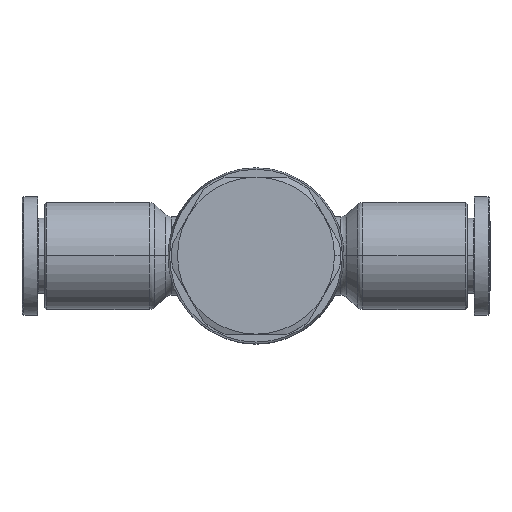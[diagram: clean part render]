
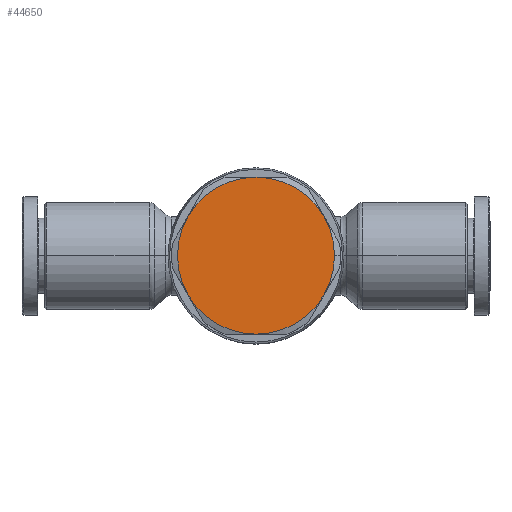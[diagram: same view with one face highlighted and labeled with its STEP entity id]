
A CAD part, top view. The second image highlights one B-rep face of the part: STEP entity #44650.
In plain terms, the highlighted planar face has unit normal (0, 0, 1).
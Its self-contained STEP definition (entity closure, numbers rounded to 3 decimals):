
#150 = CIRCLE ( 'NONE', #7588, 10. ) ;
#1197 = VERTEX_POINT ( 'NONE', #34754 ) ;
#2558 = PLANE ( 'NONE',  #41302 ) ;
#3145 = CARTESIAN_POINT ( 'NONE',  ( 6.2, 10., 14.5 ) ) ;
#3466 = VERTEX_POINT ( 'NONE', #3145 ) ;
#4058 = CIRCLE ( 'NONE', #13618, 10. ) ;
#4347 = ORIENTED_EDGE ( 'NONE', *, *, #53555, .F. ) ;
#7588 = AXIS2_PLACEMENT_3D ( 'NONE', #17523, #30870, #26945 ) ;
#7730 = FACE_OUTER_BOUND ( 'NONE', #33717, .T. ) ;
#7834 = AXIS2_PLACEMENT_3D ( 'NONE', #26782, #53359, #22669 ) ;
#8034 = DIRECTION ( 'NONE',  ( 0., 0., -1. ) ) ;
#8733 = CARTESIAN_POINT ( 'NONE',  ( 6.2, 0., 14.5 ) ) ;
#9683 = CARTESIAN_POINT ( 'NONE',  ( 14.86, 5., 14.5 ) ) ;
#12082 = VERTEX_POINT ( 'NONE', #9683 ) ;
#12792 = AXIS2_PLACEMENT_3D ( 'NONE', #51034, #15013, #46329 ) ;
#12890 = DIRECTION ( 'NONE',  ( -1., 0., 0. ) ) ;
#13618 = AXIS2_PLACEMENT_3D ( 'NONE', #30343, #51857, #25445 ) ;
#14737 = EDGE_CURVE ( 'NONE', #19101, #40864, #34005, .T. ) ;
#15013 = DIRECTION ( 'NONE',  ( 0., 0., -1. ) ) ;
#17523 = CARTESIAN_POINT ( 'NONE',  ( 6.2, 0., 14.5 ) ) ;
#17668 = CARTESIAN_POINT ( 'NONE',  ( 6.2, 0., 14.5 ) ) ;
#17673 = VERTEX_POINT ( 'NONE', #39375 ) ;
#18656 = VERTEX_POINT ( 'NONE', #20815 ) ;
#19101 = VERTEX_POINT ( 'NONE', #51345 ) ;
#19340 = ORIENTED_EDGE ( 'NONE', *, *, #41730, .F. ) ;
#20577 = CIRCLE ( 'NONE', #24833, 10. ) ;
#20708 = CIRCLE ( 'NONE', #7834, 10. ) ;
#20815 = CARTESIAN_POINT ( 'NONE',  ( 14.86, -5., 14.5 ) ) ;
#21134 = AXIS2_PLACEMENT_3D ( 'NONE', #17668, #27075, #49384 ) ;
#22164 = DIRECTION ( 'NONE',  ( -1., 0., 0. ) ) ;
#22669 = DIRECTION ( 'NONE',  ( -1., 0., 0. ) ) ;
#23334 = ORIENTED_EDGE ( 'NONE', *, *, #36845, .F. ) ;
#24492 = CIRCLE ( 'NONE', #12792, 10. ) ;
#24833 = AXIS2_PLACEMENT_3D ( 'NONE', #8733, #26676, #22164 ) ;
#25445 = DIRECTION ( 'NONE',  ( -1., 0., 0. ) ) ;
#26326 = EDGE_CURVE ( 'NONE', #40864, #3466, #4058, .T. ) ;
#26676 = DIRECTION ( 'NONE',  ( 0., 0., -1. ) ) ;
#26782 = CARTESIAN_POINT ( 'NONE',  ( 6.2, 0., 14.5 ) ) ;
#26945 = DIRECTION ( 'NONE',  ( 0., 1., 0. ) ) ;
#27075 = DIRECTION ( 'NONE',  ( 0., 0., -1. ) ) ;
#30343 = CARTESIAN_POINT ( 'NONE',  ( 6.2, 0., 14.5 ) ) ;
#30870 = DIRECTION ( 'NONE',  ( 0., 0., -1. ) ) ;
#33717 = EDGE_LOOP ( 'NONE', ( #23334, #4347, #35145, #47814, #19340, #41474, #40695 ) ) ;
#34005 = CIRCLE ( 'NONE', #36421, 10. ) ;
#34754 = CARTESIAN_POINT ( 'NONE',  ( 6.2, -10., 14.5 ) ) ;
#35145 = ORIENTED_EDGE ( 'NONE', *, *, #53126, .F. ) ;
#36421 = AXIS2_PLACEMENT_3D ( 'NONE', #39705, #8034, #12890 ) ;
#36845 = EDGE_CURVE ( 'NONE', #17673, #19101, #20577, .T. ) ;
#37303 = CIRCLE ( 'NONE', #21134, 10. ) ;
#39375 = CARTESIAN_POINT ( 'NONE',  ( -2.46, -5., 14.5 ) ) ;
#39705 = CARTESIAN_POINT ( 'NONE',  ( 6.2, 0., 14.5 ) ) ;
#40695 = ORIENTED_EDGE ( 'NONE', *, *, #14737, .F. ) ;
#40864 = VERTEX_POINT ( 'NONE', #53758 ) ;
#41302 = AXIS2_PLACEMENT_3D ( 'NONE', #47104, #47289, #51610 ) ;
#41474 = ORIENTED_EDGE ( 'NONE', *, *, #26326, .F. ) ;
#41730 = EDGE_CURVE ( 'NONE', #3466, #12082, #20708, .T. ) ;
#44650 = ADVANCED_FACE ( 'NONE', ( #7730 ), #2558, .T. ) ;
#46329 = DIRECTION ( 'NONE',  ( -1., 0., 0. ) ) ;
#47104 = CARTESIAN_POINT ( 'NONE',  ( 1.65, 0., 14.5 ) ) ;
#47149 = EDGE_CURVE ( 'NONE', #12082, #18656, #37303, .T. ) ;
#47289 = DIRECTION ( 'NONE',  ( 0., 0., 1. ) ) ;
#47814 = ORIENTED_EDGE ( 'NONE', *, *, #47149, .F. ) ;
#49384 = DIRECTION ( 'NONE',  ( 0., 1., 0. ) ) ;
#51034 = CARTESIAN_POINT ( 'NONE',  ( 6.2, 0., 14.5 ) ) ;
#51345 = CARTESIAN_POINT ( 'NONE',  ( -3.8, 0., 14.5 ) ) ;
#51610 = DIRECTION ( 'NONE',  ( 1., 0., 0. ) ) ;
#51857 = DIRECTION ( 'NONE',  ( 0., 0., -1. ) ) ;
#53126 = EDGE_CURVE ( 'NONE', #18656, #1197, #150, .T. ) ;
#53359 = DIRECTION ( 'NONE',  ( 0., 0., -1. ) ) ;
#53555 = EDGE_CURVE ( 'NONE', #1197, #17673, #24492, .T. ) ;
#53758 = CARTESIAN_POINT ( 'NONE',  ( -2.46, 5., 14.5 ) ) ;
